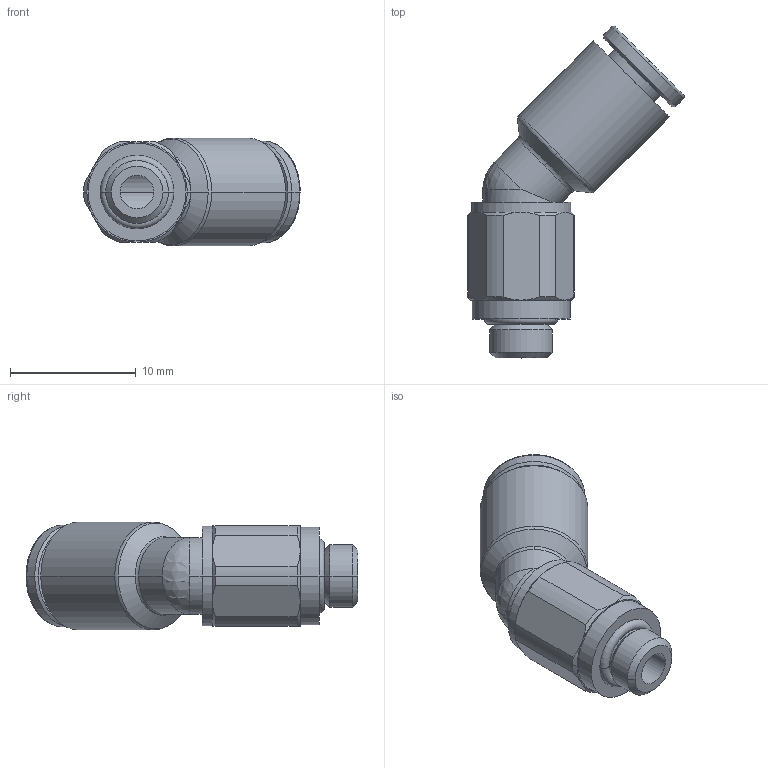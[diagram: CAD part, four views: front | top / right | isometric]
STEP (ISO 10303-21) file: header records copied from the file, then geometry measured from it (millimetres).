
FILE_DESCRIPTION(('STEP AP214'),'1');
FILE_NAME('3133_04_19.stp','2016-07-07T14:58:53',('TraceParts'),('TraceParts S.A.'),'Spatial InterOp 3D',' ',' ');
FILE_SCHEMA(('automotive_design'));
Length unit declared in the file: millimetre
Products named in the file (1): 1
Bounding box: 17.25 x 26.43 x 8.58 mm (x, y, z)
Volume: 1017.1 mm3; surface area: 1155.2 mm2
Topology: 1 solids, 1 shells, 80 faces, 193 edges, 116 vertices
Faces by surface type: cylinder 30, cone 24, plane 15, torus 8, sphere 3
Entity records: 2362 total; most frequent: CARTESIAN_POINT 480, DIRECTION 441, ORIENTED_EDGE 374, AXIS2_PLACEMENT_3D 197, EDGE_CURVE 187, VERTEX_POINT 116, CIRCLE 110, EDGE_LOOP 89
